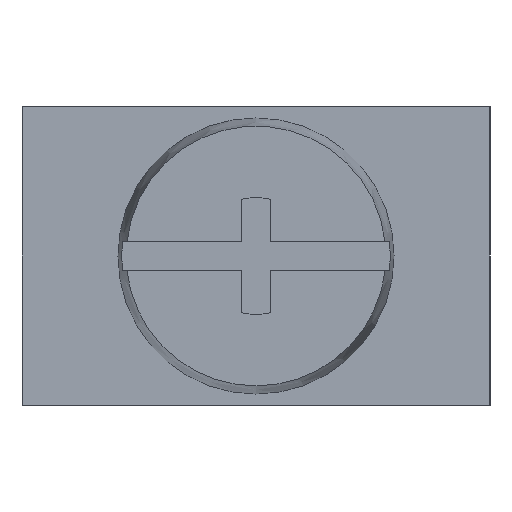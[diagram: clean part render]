
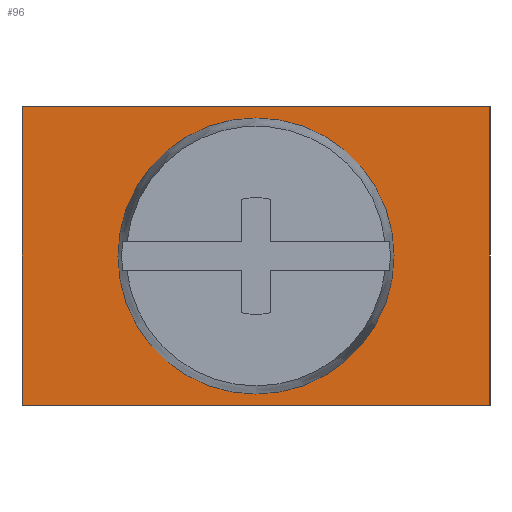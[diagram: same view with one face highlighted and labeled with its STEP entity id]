
A CAD part, left-side view. The second image highlights one B-rep face of the part: STEP entity #96.
In plain terms, the highlighted planar face has unit normal (-1, 0, 0).
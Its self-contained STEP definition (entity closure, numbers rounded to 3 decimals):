
#96 = ADVANCED_FACE( '', ( #199, #200 ), #201, .F. );
#199 = FACE_BOUND( '', #300, .T. );
#200 = FACE_OUTER_BOUND( '', #301, .T. );
#201 = PLANE( '', #302 );
#300 = EDGE_LOOP( '', ( #489 ) );
#301 = EDGE_LOOP( '', ( #490, #491, #492, #493 ) );
#302 = AXIS2_PLACEMENT_3D( '', #494, #495, #496 );
#489 = ORIENTED_EDGE( '', *, *, #558, .T. );
#490 = ORIENTED_EDGE( '', *, *, #610, .T. );
#491 = ORIENTED_EDGE( '', *, *, #602, .F. );
#492 = ORIENTED_EDGE( '', *, *, #561, .F. );
#493 = ORIENTED_EDGE( '', *, *, #621, .T. );
#494 = CARTESIAN_POINT( '', ( 0., 16., 10.2 ) );
#495 = DIRECTION( '', ( 1., 0., 0. ) );
#496 = DIRECTION( '', ( 0., 0., -1. ) );
#558 = EDGE_CURVE( '', #652, #652, #653, .T. );
#561 = EDGE_CURVE( '', #656, #658, #659, .T. );
#602 = EDGE_CURVE( '', #658, #717, #721, .T. );
#610 = EDGE_CURVE( '', #730, #717, #733, .T. );
#621 = EDGE_CURVE( '', #656, #730, #746, .T. );
#652 = VERTEX_POINT( '', #791 );
#653 = CIRCLE( '', #792, 2.75 );
#656 = VERTEX_POINT( '', #795 );
#658 = VERTEX_POINT( '', #798 );
#659 = LINE( '', #799, #800 );
#717 = VERTEX_POINT( '', #887 );
#721 = LINE( '', #893, #894 );
#730 = VERTEX_POINT( '', #906 );
#733 = LINE( '', #911, #912 );
#746 = LINE( '', #928, #929 );
#791 = CARTESIAN_POINT( '', ( 0., 8., 2.35 ) );
#792 = AXIS2_PLACEMENT_3D( '', #953, #954, #955 );
#795 = CARTESIAN_POINT( '', ( 0., 16., 10.2 ) );
#798 = CARTESIAN_POINT( '', ( 0., 0., 10.2 ) );
#799 = CARTESIAN_POINT( '', ( 0., 16., 10.2 ) );
#800 = VECTOR( '', #957, 1000. );
#887 = CARTESIAN_POINT( '', ( 0., 0., 0. ) );
#893 = CARTESIAN_POINT( '', ( 0., 0., 10.2 ) );
#894 = VECTOR( '', #1007, 1000. );
#906 = CARTESIAN_POINT( '', ( 0., 16., 0. ) );
#911 = CARTESIAN_POINT( '', ( 0., 16., 0. ) );
#912 = VECTOR( '', #1013, 1000. );
#928 = CARTESIAN_POINT( '', ( 0., 16., 10.2 ) );
#929 = VECTOR( '', #1023, 1000. );
#953 = CARTESIAN_POINT( '', ( 0., 8., 5.1 ) );
#954 = DIRECTION( '', ( 1., 0., 0. ) );
#955 = DIRECTION( '', ( 0., 0., -1. ) );
#957 = DIRECTION( '', ( 0., -1., 0. ) );
#1007 = DIRECTION( '', ( 0., 0., -1. ) );
#1013 = DIRECTION( '', ( 0., -1., 0. ) );
#1023 = DIRECTION( '', ( 0., 0., -1. ) );
